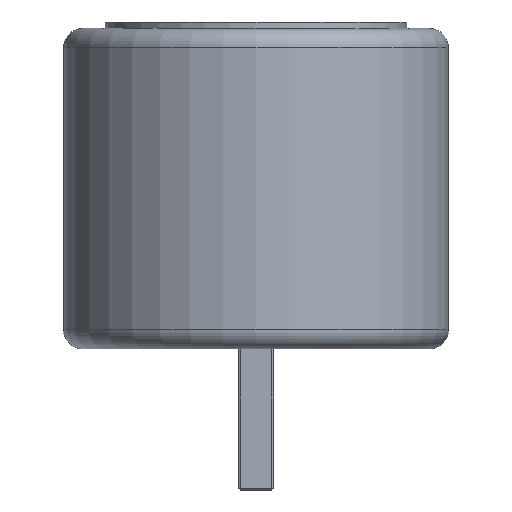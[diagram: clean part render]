
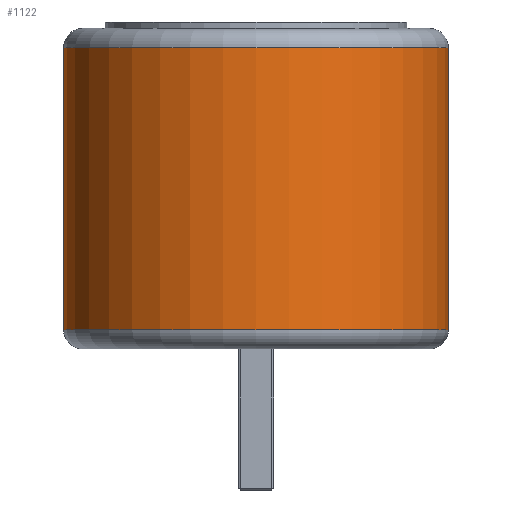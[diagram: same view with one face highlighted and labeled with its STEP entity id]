
A CAD part, front view. The second image highlights one B-rep face of the part: STEP entity #1122.
In plain terms, the highlighted cylindrical face has radius 3 mm (diameter 6 mm), a full revolution.
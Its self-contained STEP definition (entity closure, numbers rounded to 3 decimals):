
#23=CYLINDRICAL_SURFACE('',#1226,3.);
#80=CIRCLE('',#1224,3.);
#82=CIRCLE('',#1227,3.);
#148=FACE_OUTER_BOUND('',#217,.T.);
#217=EDGE_LOOP('',(#945,#946,#947,#948));
#309=LINE('',#2430,#397);
#397=VECTOR('',#1483,3.);
#508=VERTEX_POINT('',#2424);
#509=VERTEX_POINT('',#2428);
#653=EDGE_CURVE('',#508,#508,#80,.T.);
#655=EDGE_CURVE('',#509,#509,#82,.T.);
#656=EDGE_CURVE('',#509,#508,#309,.T.);
#945=ORIENTED_EDGE('',*,*,#655,.F.);
#946=ORIENTED_EDGE('',*,*,#656,.T.);
#947=ORIENTED_EDGE('',*,*,#653,.F.);
#948=ORIENTED_EDGE('',*,*,#656,.F.);
#1122=ADVANCED_FACE('',(#148),#23,.T.);
#1224=AXIS2_PLACEMENT_3D('',#2425,#1475,#1476);
#1226=AXIS2_PLACEMENT_3D('',#2427,#1479,#1480);
#1227=AXIS2_PLACEMENT_3D('',#2429,#1481,#1482);
#1475=DIRECTION('center_axis',(0.,0.,-1.));
#1476=DIRECTION('ref_axis',(-1.,0.,0.));
#1479=DIRECTION('center_axis',(0.,0.,1.));
#1480=DIRECTION('ref_axis',(1.,0.,0.));
#1481=DIRECTION('center_axis',(0.,0.,1.));
#1482=DIRECTION('ref_axis',(-1.,0.,0.));
#1483=DIRECTION('',(0.,0.,-1.));
#2424=CARTESIAN_POINT('',(-3.,0.,0.3));
#2425=CARTESIAN_POINT('Origin',(0.,0.,0.3));
#2427=CARTESIAN_POINT('Origin',(0.,0.,0.));
#2428=CARTESIAN_POINT('',(-3.,0.,4.7));
#2429=CARTESIAN_POINT('Origin',(0.,0.,4.7));
#2430=CARTESIAN_POINT('',(-3.,0.,0.));
